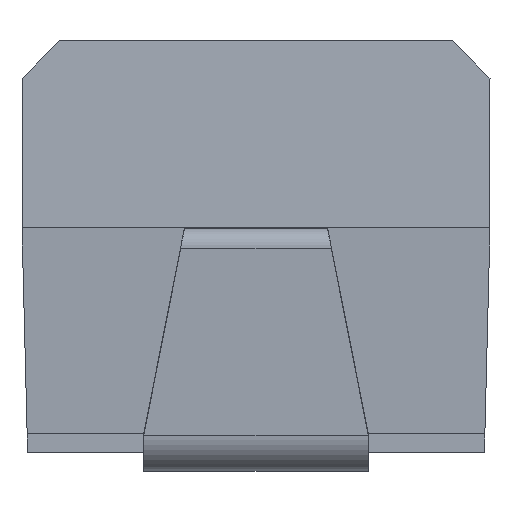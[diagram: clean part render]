
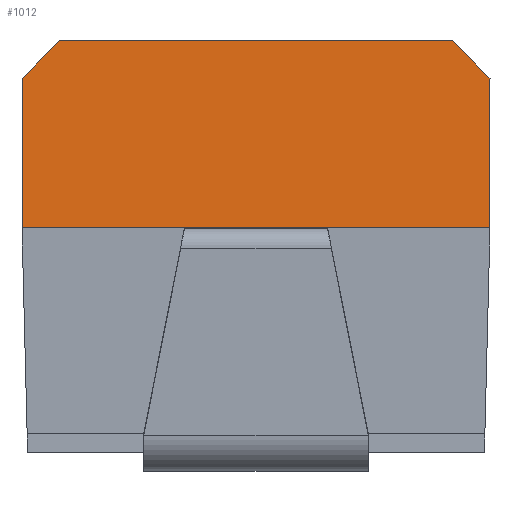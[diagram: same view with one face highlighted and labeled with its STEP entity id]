
A CAD part, front view. The second image highlights one B-rep face of the part: STEP entity #1012.
In plain terms, the highlighted free-form (B-spline) face has degree [1, 1] with [2, 2] control points.
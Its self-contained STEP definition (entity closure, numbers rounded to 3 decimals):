
#681=CARTESIAN_POINT('',(1.05,-3.157,1.1));
#682=VERTEX_POINT('',#681);
#695=CARTESIAN_POINT('',(-1.05,-3.157,1.1));
#696=VERTEX_POINT('',#695);
#702=CARTESIAN_POINT('',(1.05,-3.157,1.1));
#703=CARTESIAN_POINT('',(-1.05,-3.157,1.1));
#704=B_SPLINE_CURVE_WITH_KNOTS('',1,(#702,#703),.POLYLINE_FORM.,.F.,.U.,(2,2),(0.514,0.944),.UNSPECIFIED.);
#705=EDGE_CURVE('',#682,#696,#704,.T.);
#904=CARTESIAN_POINT('',(1.25,-3.166,0.9));
#905=VERTEX_POINT('',#904);
#917=CARTESIAN_POINT('',(1.25,-3.166,0.9));
#918=CARTESIAN_POINT('',(1.05,-3.157,1.1));
#919=B_SPLINE_CURVE_WITH_KNOTS('',1,(#917,#918),.POLYLINE_FORM.,.F.,.U.,(2,2),(0.879,0.961),.UNSPECIFIED.);
#920=EDGE_CURVE('',#905,#682,#919,.T.);
#966=CARTESIAN_POINT('',(-1.25,-3.166,0.9));
#967=VERTEX_POINT('',#966);
#973=CARTESIAN_POINT('',(-1.05,-3.157,1.1));
#974=CARTESIAN_POINT('',(-1.25,-3.166,0.9));
#975=B_SPLINE_CURVE_WITH_KNOTS('',1,(#973,#974),.POLYLINE_FORM.,.F.,.U.,(2,2),(0.499,0.557),.UNSPECIFIED.);
#976=EDGE_CURVE('',#696,#967,#975,.T.);
#983=CARTESIAN_POINT('',(1.25,-3.148,1.312));
#984=CARTESIAN_POINT('',(-3.487,-3.148,1.312));
#985=CARTESIAN_POINT('',(1.25,-3.2,0.1));
#986=CARTESIAN_POINT('',(-3.487,-3.2,0.1));
#987=B_SPLINE_SURFACE_WITH_KNOTS('',1,1,((#983,#984),(#985,#986)),.PLANE_SURF.,.F.,.F.,.U.,(2,2),(2,2),(0.,1.),(0.,1.),.UNSPECIFIED.);
#988=CARTESIAN_POINT('',(1.25,-3.2,0.1));
#989=VERTEX_POINT('',#988);
#990=CARTESIAN_POINT('',(-1.25,-3.2,0.1));
#991=VERTEX_POINT('',#990);
#992=CARTESIAN_POINT('',(1.25,-3.2,0.1));
#993=CARTESIAN_POINT('',(-1.25,-3.2,0.1));
#994=B_SPLINE_CURVE_WITH_KNOTS('',1,(#992,#993),.POLYLINE_FORM.,.F.,.U.,(2,2),(0.,0.528),.UNSPECIFIED.);
#995=EDGE_CURVE('',#989,#991,#994,.T.);
#996=ORIENTED_EDGE('',*,*,#995,.T.);
#997=CARTESIAN_POINT('',(-1.25,-3.166,0.9));
#998=CARTESIAN_POINT('',(-1.25,-3.2,0.1));
#999=B_SPLINE_CURVE_WITH_KNOTS('',1,(#997,#998),.POLYLINE_FORM.,.F.,.U.,(2,2),(0.363,0.526),.UNSPECIFIED.);
#1000=EDGE_CURVE('',#967,#991,#999,.T.);
#1001=ORIENTED_EDGE('',*,*,#1000,.F.);
#1002=ORIENTED_EDGE('',*,*,#976,.F.);
#1003=ORIENTED_EDGE('',*,*,#705,.F.);
#1004=ORIENTED_EDGE('',*,*,#920,.F.);
#1005=CARTESIAN_POINT('',(1.25,-3.166,0.9));
#1006=CARTESIAN_POINT('',(1.25,-3.2,0.1));
#1007=B_SPLINE_CURVE_WITH_KNOTS('',1,(#1005,#1006),.POLYLINE_FORM.,.F.,.U.,(2,2),(0.34,1.),.UNSPECIFIED.);
#1008=EDGE_CURVE('',#905,#989,#1007,.T.);
#1009=ORIENTED_EDGE('',*,*,#1008,.T.);
#1010=EDGE_LOOP('',(#996,#1001,#1002,#1003,#1004,#1009));
#1011=FACE_OUTER_BOUND('',#1010,.F.);
#1012=ADVANCED_FACE('',(#1011),#987,.F.);
